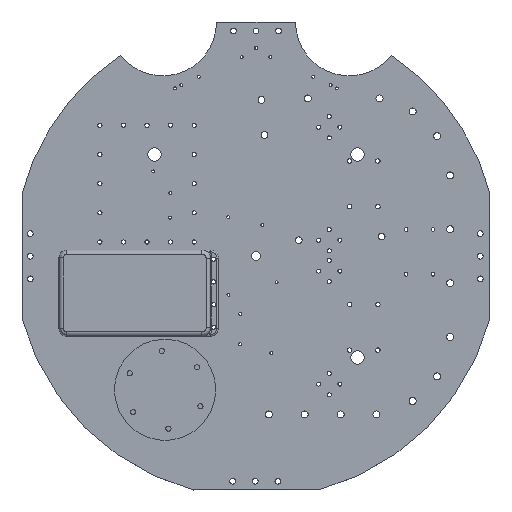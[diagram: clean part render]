
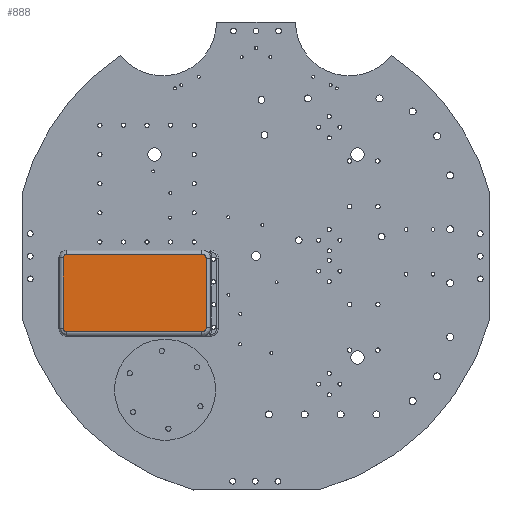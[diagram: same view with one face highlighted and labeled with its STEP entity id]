
A CAD part, top view. The second image highlights one B-rep face of the part: STEP entity #888.
In plain terms, the highlighted planar face has unit normal (0, 0, 1).
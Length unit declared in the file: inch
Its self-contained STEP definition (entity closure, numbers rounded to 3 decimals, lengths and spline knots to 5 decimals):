
#128=FACE_OUTER_BOUND('',#3206,.T.);
#320=PLANE('',#7522);
#383=LINE('',#11307,#467);
#384=LINE('',#11312,#468);
#385=LINE('',#11316,#469);
#386=LINE('',#11320,#470);
#467=VECTOR('',#9483,1.);
#468=VECTOR('',#9486,1.);
#469=VECTOR('',#9489,1.);
#470=VECTOR('',#9492,1.);
#888=ADVANCED_FACE('',(#128),#320,.F.);
#3206=EDGE_LOOP('',(#4390,#4391,#4392,#4393,#4394,#4395,#4396,#4397));
#4390=ORIENTED_EDGE('',*,*,#5882,.T.);
#4391=ORIENTED_EDGE('',*,*,#5883,.T.);
#4392=ORIENTED_EDGE('',*,*,#5884,.T.);
#4393=ORIENTED_EDGE('',*,*,#5885,.T.);
#4394=ORIENTED_EDGE('',*,*,#5886,.T.);
#4395=ORIENTED_EDGE('',*,*,#5887,.T.);
#4396=ORIENTED_EDGE('',*,*,#5888,.T.);
#4397=ORIENTED_EDGE('',*,*,#5889,.T.);
#5242=VERTEX_POINT('',#11308);
#5243=VERTEX_POINT('',#11309);
#5244=VERTEX_POINT('',#11311);
#5245=VERTEX_POINT('',#11313);
#5246=VERTEX_POINT('',#11315);
#5247=VERTEX_POINT('',#11317);
#5248=VERTEX_POINT('',#11319);
#5249=VERTEX_POINT('',#11321);
#5882=EDGE_CURVE('',#5242,#5243,#383,.T.);
#5883=EDGE_CURVE('',#5243,#5244,#6544,.T.);
#5884=EDGE_CURVE('',#5244,#5245,#384,.T.);
#5885=EDGE_CURVE('',#5245,#5246,#6545,.T.);
#5886=EDGE_CURVE('',#5246,#5247,#385,.T.);
#5887=EDGE_CURVE('',#5247,#5248,#6546,.T.);
#5888=EDGE_CURVE('',#5248,#5249,#386,.T.);
#5889=EDGE_CURVE('',#5249,#5242,#6547,.T.);
#6544=CIRCLE('',#7518,0.11811);
#6545=CIRCLE('',#7519,0.11811);
#6546=CIRCLE('',#7520,0.09843);
#6547=CIRCLE('',#7521,0.09843);
#7518=AXIS2_PLACEMENT_3D('',#11310,#9484,#9485);
#7519=AXIS2_PLACEMENT_3D('',#11314,#9487,#9488);
#7520=AXIS2_PLACEMENT_3D('',#11318,#9490,#9491);
#7521=AXIS2_PLACEMENT_3D('',#11322,#9493,#9494);
#7522=AXIS2_PLACEMENT_3D('',#11323,#9495,#9496);
#9483=DIRECTION('',(1.,0.,0.));
#9484=DIRECTION('',(0.,0.,1.));
#9485=DIRECTION('',(1.,0.,0.));
#9486=DIRECTION('',(0.,1.,0.));
#9487=DIRECTION('',(0.,0.,1.));
#9488=DIRECTION('',(1.,0.,0.));
#9489=DIRECTION('',(-1.,0.,0.));
#9490=DIRECTION('',(0.,0.,1.));
#9491=DIRECTION('',(1.,0.,0.));
#9492=DIRECTION('',(0.,-1.,0.));
#9493=DIRECTION('',(0.,0.,1.));
#9494=DIRECTION('',(1.,0.,0.));
#9495=DIRECTION('',(0.,0.,-1.));
#9496=DIRECTION('',(1.,0.,0.));
#11307=CARTESIAN_POINT('',(-1.26979,-2.11881,2.74409));
#11308=CARTESIAN_POINT('',(-5.27373,-2.11881,2.74409));
#11309=CARTESIAN_POINT('',(-1.50601,-2.11881,2.74409));
#11310=CARTESIAN_POINT('',(-1.50601,-2.0007,2.74409));
#11311=CARTESIAN_POINT('',(-1.3879,-2.0007,2.74409));
#11312=CARTESIAN_POINT('',(-1.3879,-2.02039,2.74409));
#11313=CARTESIAN_POINT('',(-1.3879,-0.07649,2.74409));
#11314=CARTESIAN_POINT('',(-1.50601,-0.07649,2.74409));
#11315=CARTESIAN_POINT('',(-1.50601,0.04162,2.74409));
#11316=CARTESIAN_POINT('',(-1.26979,0.04162,2.74409));
#11317=CARTESIAN_POINT('',(-5.27373,0.04162,2.74409));
#11318=CARTESIAN_POINT('',(-5.27373,-0.0568,2.74409));
#11319=CARTESIAN_POINT('',(-5.37215,-0.0568,2.74409));
#11320=CARTESIAN_POINT('',(-5.37215,-2.02039,2.74409));
#11321=CARTESIAN_POINT('',(-5.37215,-2.02039,2.74409));
#11322=CARTESIAN_POINT('',(-5.27373,-2.02039,2.74409));
#11323=CARTESIAN_POINT('',(-1.26979,-2.02039,2.74409));
